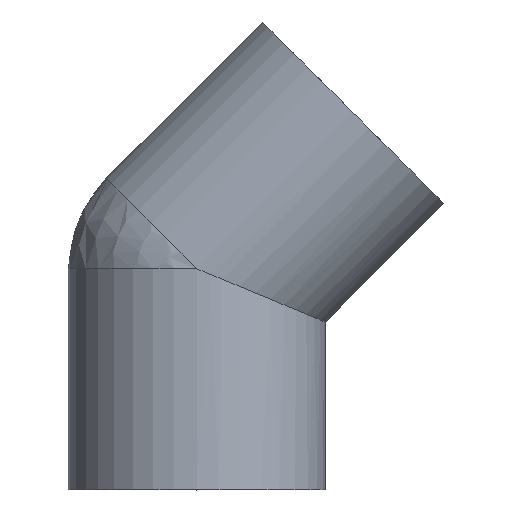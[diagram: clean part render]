
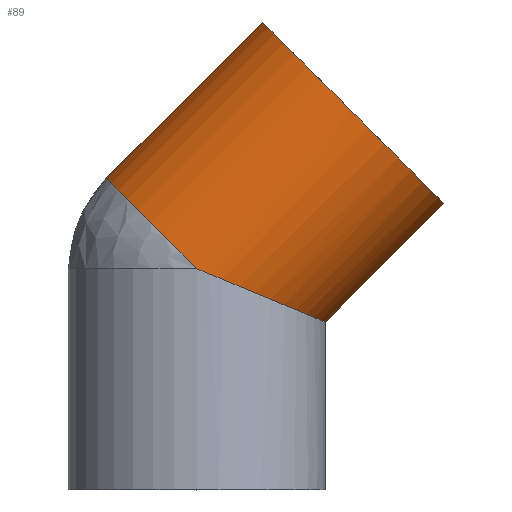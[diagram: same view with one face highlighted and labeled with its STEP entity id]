
A CAD part, top view. The second image highlights one B-rep face of the part: STEP entity #89.
In plain terms, the highlighted cylindrical face has radius 21.5 mm (diameter 43 mm), a partial arc.
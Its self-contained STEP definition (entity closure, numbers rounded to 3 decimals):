
#89 = ADVANCED_FACE( '', ( #125 ), #126, .T. );
#125 = FACE_OUTER_BOUND( '', #165, .T. );
#126 = CYLINDRICAL_SURFACE( '', #166, 21.5 );
#165 = EDGE_LOOP( '', ( #278, #279, #280, #281, #282 ) );
#166 = AXIS2_PLACEMENT_3D( '', #283, #284, #285 );
#278 = ORIENTED_EDGE( '', *, *, #313, .T. );
#279 = ORIENTED_EDGE( '', *, *, #344, .F. );
#280 = ORIENTED_EDGE( '', *, *, #345, .F. );
#281 = ORIENTED_EDGE( '', *, *, #315, .T. );
#282 = ORIENTED_EDGE( '', *, *, #343, .T. );
#283 = CARTESIAN_POINT( '', ( 13.081, 30.081, 0. ) );
#284 = DIRECTION( '', ( 0.707, 0.707, 0. ) );
#285 = DIRECTION( '', ( -0.707, 0.707, 0. ) );
#313 = EDGE_CURVE( '', #358, #359, #360, .T. );
#315 = EDGE_CURVE( '', #349, #361, #363, .T. );
#343 = EDGE_CURVE( '', #361, #358, #408, .T. );
#344 = EDGE_CURVE( '', #409, #359, #410, .T. );
#345 = EDGE_CURVE( '', #349, #409, #411, .T. );
#349 = VERTEX_POINT( '', #415 );
#358 = VERTEX_POINT( '', #426 );
#359 = VERTEX_POINT( '', #427 );
#360 = LINE( '', #428, #429 );
#361 = VERTEX_POINT( '', #430 );
#363 = LINE( '', #432, #433 );
#408 = CIRCLE( '', #486, 21.5 );
#409 = VERTEX_POINT( '', #487 );
#410 = CIRCLE( '', #488, 21.5 );
#411 = ELLIPSE( '', #489, 23.271, 21.5 );
#415 = CARTESIAN_POINT( '', ( 21.5, 8.094, 0. ) );
#426 = CARTESIAN_POINT( '', ( 10.96, 58.366, 0. ) );
#427 = CARTESIAN_POINT( '', ( -15.203, 32.203, 0. ) );
#428 = CARTESIAN_POINT( '', ( -2.121, 45.284, 0. ) );
#429 = VECTOR( '', #503, 1. );
#430 = CARTESIAN_POINT( '', ( 41.366, 27.96, 0. ) );
#432 = CARTESIAN_POINT( '', ( 28.284, 14.879, 0. ) );
#433 = VECTOR( '', #507, 1. );
#486 = AXIS2_PLACEMENT_3D( '', #573, #574, #575 );
#487 = CARTESIAN_POINT( '', ( 0., 17., 21.5 ) );
#488 = AXIS2_PLACEMENT_3D( '', #576, #577, #578 );
#489 = AXIS2_PLACEMENT_3D( '', #579, #580, #581 );
#503 = DIRECTION( '', ( -0.707, -0.707, 0. ) );
#507 = DIRECTION( '', ( 0.707, 0.707, 0. ) );
#573 = CARTESIAN_POINT( '', ( 26.163, 43.163, 0. ) );
#574 = DIRECTION( '', ( -0.707, -0.707, 0. ) );
#575 = DIRECTION( '', ( -0.707, 0.707, 0. ) );
#576 = CARTESIAN_POINT( '', ( 0., 17., 0. ) );
#577 = DIRECTION( '', ( -0.707, -0.707, 0. ) );
#578 = DIRECTION( '', ( -0.707, 0.707, 0. ) );
#579 = CARTESIAN_POINT( '', ( 0., 17., 0. ) );
#580 = DIRECTION( '', ( -0.383, -0.924, 0. ) );
#581 = DIRECTION( '', ( -0.924, 0.383, 0. ) );
